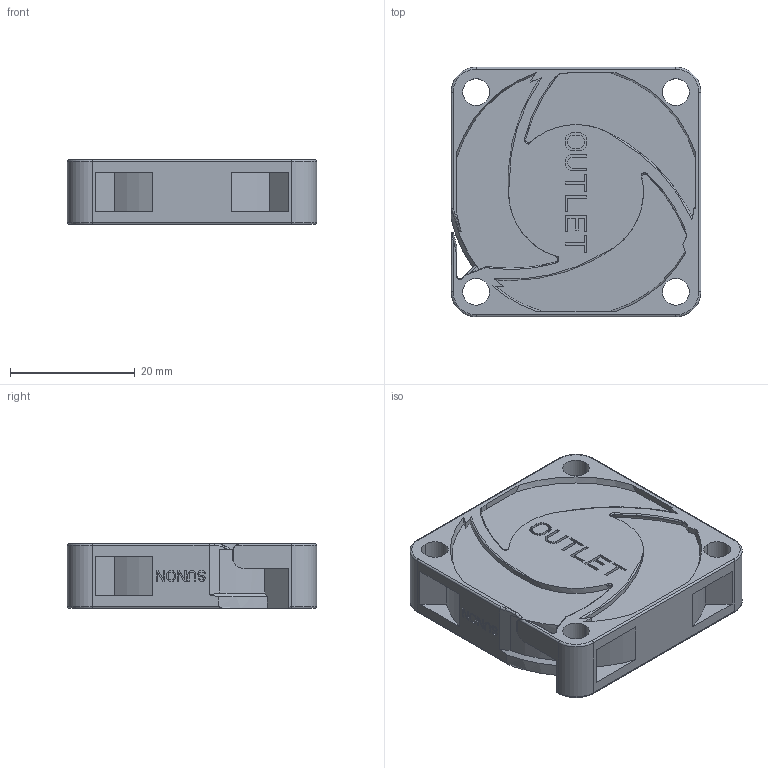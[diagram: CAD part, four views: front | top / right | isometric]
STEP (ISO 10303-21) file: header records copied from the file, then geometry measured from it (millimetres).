
FILE_DESCRIPTION((''),'2;1');
FILE_NAME('_K201003850G-1_','2020-11-30T',('93085'),(''),'CREO PARAMETRIC BY PTC INC, 2014500','CREO PARAMETRIC BY PTC INC, 2014500','');
FILE_SCHEMA(('CONFIG_CONTROL_DESIGN','GEOMETRIC_VALIDATION_PROPERTIES_MIM'));
Length unit declared in the file: millimetre
Products named in the file (1): _K201003850G-1_
Bounding box: 40 x 40 x 10.4 mm (x, y, z)
Volume: 13082.8 mm3; surface area: 6072 mm2
Topology: 1 solids, 1 shells, 507 faces, 1405 edges, 933 vertices
Faces by surface type: plane 388, cylinder 69, torus 21, bspline 20, cone 9
Entity records: 17468 total; most frequent: CARTESIAN_POINT 4615, ORIENTED_EDGE 2810, DIRECTION 2398, EDGE_CURVE 1405, VECTOR 1040, LINE 1040, VERTEX_POINT 933, AXIS2_PLACEMENT_3D 679
